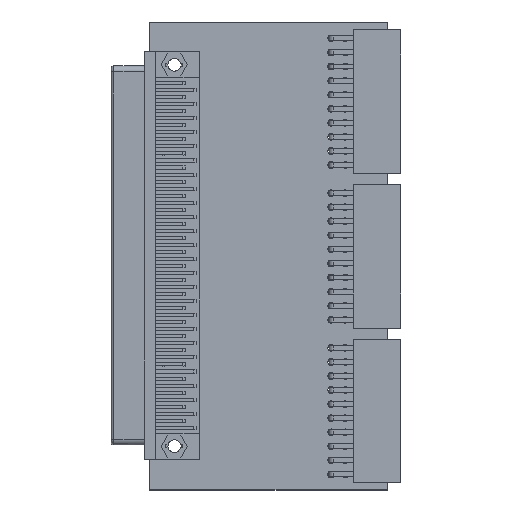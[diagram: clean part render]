
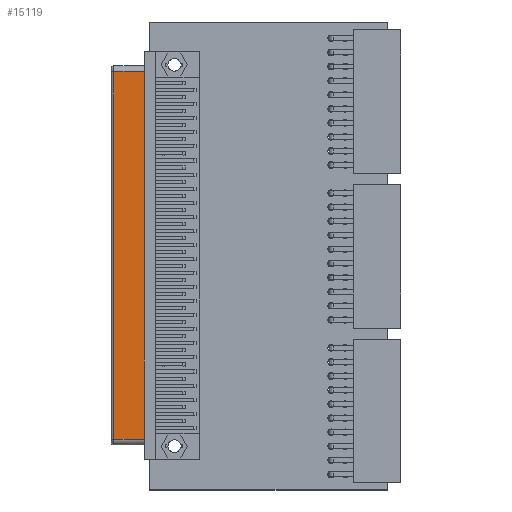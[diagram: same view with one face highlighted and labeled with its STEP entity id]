
A CAD part, top view. The second image highlights one B-rep face of the part: STEP entity #15119.
In plain terms, the highlighted planar face has unit normal (0, 0, 1).
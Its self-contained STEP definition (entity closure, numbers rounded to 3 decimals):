
#14422 = VERTEX_POINT('',#14423);
#14423 = CARTESIAN_POINT('',(-1.063,11.873,
    -25.407));
#14483 = VERTEX_POINT('',#14484);
#14484 = CARTESIAN_POINT('',(65.367,11.873,
    -25.407));
#14551 = EDGE_CURVE('',#14552,#14422,#14554,.T.);
#14552 = VERTEX_POINT('',#14553);
#14553 = CARTESIAN_POINT('',(4.372,11.873,
    -25.407));
#14554 = B_SPLINE_CURVE_WITH_KNOTS('',1,(#14555,#14556),.UNSPECIFIED.,
  .F.,.F.,(2,2),(2.,54.241),.PIECEWISE_BEZIER_KNOTS.);
#14555 = CARTESIAN_POINT('',(39.967,11.873,
    -25.407));
#14556 = CARTESIAN_POINT('',(-1.063,11.873,
    -25.407));
#14558 = EDGE_CURVE('',#14559,#14552,#14561,.T.);
#14559 = VERTEX_POINT('',#14560);
#14560 = CARTESIAN_POINT('',(63.467,11.873,
    -25.407));
#14561 = LINE('',#14562,#14563);
#14562 = CARTESIAN_POINT('',(21.846,11.873,
    -25.407));
#14563 = VECTOR('',#14564,1.);
#14564 = DIRECTION('',(-1.,0.,0.));
#14566 = EDGE_CURVE('',#14483,#14559,#14567,.T.);
#14567 = B_SPLINE_CURVE_WITH_KNOTS('',1,(#14568,#14569),.UNSPECIFIED.,
  .F.,.F.,(2,2),(2.,54.241),.PIECEWISE_BEZIER_KNOTS.);
#14568 = CARTESIAN_POINT('',(65.367,11.873,
    -25.407));
#14569 = CARTESIAN_POINT('',(24.337,11.873,
    -25.407));
#15015 = EDGE_CURVE('',#14483,#15016,#15018,.T.);
#15016 = VERTEX_POINT('',#15017);
#15017 = CARTESIAN_POINT('',(65.367,6.373,
    -25.407));
#15018 = B_SPLINE_CURVE_WITH_KNOTS('',1,(#15019,#15020),.UNSPECIFIED.,
  .F.,.F.,(2,2),(0.083,1.),.PIECEWISE_BEZIER_KNOTS.);
#15019 = CARTESIAN_POINT('',(65.367,11.873,
    -25.407));
#15020 = CARTESIAN_POINT('',(65.367,6.373,
    -25.407));
#15119 = ADVANCED_FACE('',(#15120),#15139,.T.);
#15120 = FACE_BOUND('',#15121,.T.);
#15121 = EDGE_LOOP('',(#15122,#15123,#15124,#15131,#15137,#15138));
#15122 = ORIENTED_EDGE('',*,*,#14558,.T.);
#15123 = ORIENTED_EDGE('',*,*,#14551,.T.);
#15124 = ORIENTED_EDGE('',*,*,#15125,.F.);
#15125 = EDGE_CURVE('',#15126,#14422,#15128,.T.);
#15126 = VERTEX_POINT('',#15127);
#15127 = CARTESIAN_POINT('',(-1.063,6.373,
    -25.407));
#15128 = B_SPLINE_CURVE_WITH_KNOTS('',1,(#15129,#15130),.UNSPECIFIED.,
  .F.,.F.,(2,2),(0.,0.917),.PIECEWISE_BEZIER_KNOTS.);
#15129 = CARTESIAN_POINT('',(-1.063,6.373,
    -25.407));
#15130 = CARTESIAN_POINT('',(-1.063,11.873,
    -25.407));
#15131 = ORIENTED_EDGE('',*,*,#15132,.T.);
#15132 = EDGE_CURVE('',#15126,#15016,#15133,.T.);
#15133 = LINE('',#15134,#15135);
#15134 = CARTESIAN_POINT('',(-17.78,6.373,-25.407));
#15135 = VECTOR('',#15136,1.);
#15136 = DIRECTION('',(1.,0.,0.));
#15137 = ORIENTED_EDGE('',*,*,#15015,.F.);
#15138 = ORIENTED_EDGE('',*,*,#14566,.T.);
#15139 = PLANE('',#15140);
#15140 = AXIS2_PLACEMENT_3D('',#15141,#15142,#15143);
#15141 = CARTESIAN_POINT('',(11.832,9.373,
    -25.407));
#15142 = DIRECTION('',(0.,0.,1.));
#15143 = DIRECTION('',(1.,0.,0.));
